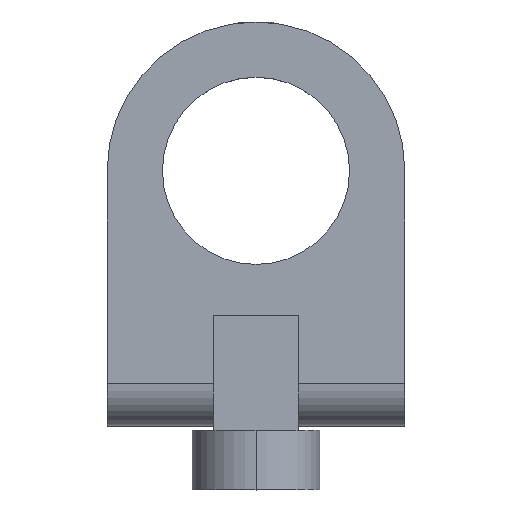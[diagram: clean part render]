
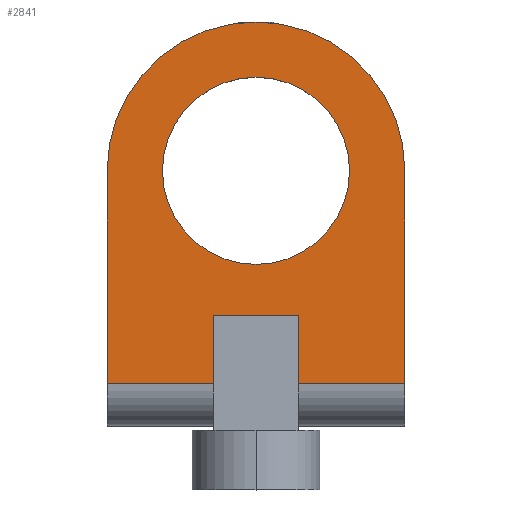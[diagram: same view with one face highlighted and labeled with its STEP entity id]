
A CAD part, top view. The second image highlights one B-rep face of the part: STEP entity #2841.
In plain terms, the highlighted planar face has unit normal (0, 0, 1).
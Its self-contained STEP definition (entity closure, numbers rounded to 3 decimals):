
#23 = CARTESIAN_POINT ( 'NONE',  ( 5., 20.5, 5. ) ) ;
#82 = EDGE_CURVE ( 'NONE', #108, #2785, #1102, .T. ) ;
#84 = DIRECTION ( 'NONE',  ( 0., 1., 0. ) ) ;
#108 = VERTEX_POINT ( 'NONE', #733 ) ;
#109 = CARTESIAN_POINT ( 'NONE',  ( 5., 12.5, 5. ) ) ;
#148 = EDGE_CURVE ( 'NONE', #438, #2520, #1007, .T. ) ;
#184 = DIRECTION ( 'NONE',  ( 1., 0., 0. ) ) ;
#188 = DIRECTION ( 'NONE',  ( 0., 0., -1. ) ) ;
#230 = EDGE_CURVE ( 'NONE', #3235, #3858, #431, .T. ) ;
#382 = LINE ( 'NONE', #2308, #3069 ) ;
#389 = ORIENTED_EDGE ( 'NONE', *, *, #230, .T. ) ;
#418 = LINE ( 'NONE', #2755, #3500 ) ;
#431 = LINE ( 'NONE', #1222, #1453 ) ;
#438 = VERTEX_POINT ( 'NONE', #2834 ) ;
#501 = VERTEX_POINT ( 'NONE', #2027 ) ;
#555 = EDGE_CURVE ( 'NONE', #2785, #501, #2498, .T. ) ;
#570 = EDGE_LOOP ( 'NONE', ( #3083, #2008 ) ) ;
#675 = ORIENTED_EDGE ( 'NONE', *, *, #2499, .F. ) ;
#733 = CARTESIAN_POINT ( 'NONE',  ( -17.5, 37.5, 5. ) ) ;
#837 = CARTESIAN_POINT ( 'NONE',  ( 17.5, 37.5, 5. ) ) ;
#877 = AXIS2_PLACEMENT_3D ( 'NONE', #1920, #3399, #2228 ) ;
#902 = CARTESIAN_POINT ( 'NONE',  ( -17.5, 12.5, 5. ) ) ;
#1007 = CIRCLE ( 'NONE', #3537, 11. ) ;
#1102 = CIRCLE ( 'NONE', #3384, 17.5 ) ;
#1111 = PLANE ( 'NONE',  #3517 ) ;
#1159 = DIRECTION ( 'NONE',  ( 0., -1., 0. ) ) ;
#1218 = EDGE_CURVE ( 'NONE', #1846, #2340, #418, .T. ) ;
#1222 = CARTESIAN_POINT ( 'NONE',  ( 0., 12.5, 5. ) ) ;
#1406 = CARTESIAN_POINT ( 'NONE',  ( 0., 37.5, 5. ) ) ;
#1453 = VECTOR ( 'NONE', #1507, 1000. ) ;
#1472 = CARTESIAN_POINT ( 'NONE',  ( -5., 12.5, 5. ) ) ;
#1507 = DIRECTION ( 'NONE',  ( 1., 0., 0. ) ) ;
#1683 = DIRECTION ( 'NONE',  ( 0., 1., 0. ) ) ;
#1711 = DIRECTION ( 'NONE',  ( 0., 0., -1. ) ) ;
#1846 = VERTEX_POINT ( 'NONE', #109 ) ;
#1913 = CARTESIAN_POINT ( 'NONE',  ( 0., 37.5, 5. ) ) ;
#1920 = CARTESIAN_POINT ( 'NONE',  ( 0., 37.5, 5. ) ) ;
#1953 = DIRECTION ( 'NONE',  ( -1., 0., 0. ) ) ;
#2005 = DIRECTION ( 'NONE',  ( -1., 0., 0. ) ) ;
#2008 = ORIENTED_EDGE ( 'NONE', *, *, #148, .T. ) ;
#2027 = CARTESIAN_POINT ( 'NONE',  ( 17.5, 12.5, 5. ) ) ;
#2042 = LINE ( 'NONE', #3059, #2812 ) ;
#2067 = EDGE_CURVE ( 'NONE', #2520, #438, #2859, .T. ) ;
#2147 = FACE_OUTER_BOUND ( 'NONE', #2982, .T. ) ;
#2228 = DIRECTION ( 'NONE',  ( -1., 0., 0. ) ) ;
#2244 = DIRECTION ( 'NONE',  ( 0., 0., -1. ) ) ;
#2308 = CARTESIAN_POINT ( 'NONE',  ( -17.5, 37.5, 5. ) ) ;
#2340 = VERTEX_POINT ( 'NONE', #23 ) ;
#2375 = ORIENTED_EDGE ( 'NONE', *, *, #555, .F. ) ;
#2403 = EDGE_CURVE ( 'NONE', #2340, #3788, #3549, .T. ) ;
#2446 = ORIENTED_EDGE ( 'NONE', *, *, #2770, .T. ) ;
#2498 = LINE ( 'NONE', #2618, #2593 ) ;
#2499 = EDGE_CURVE ( 'NONE', #3788, #3858, #2042, .T. ) ;
#2520 = VERTEX_POINT ( 'NONE', #3128 ) ;
#2549 = VECTOR ( 'NONE', #184, 1000. ) ;
#2593 = VECTOR ( 'NONE', #1159, 1000. ) ;
#2603 = LINE ( 'NONE', #3468, #2549 ) ;
#2618 = CARTESIAN_POINT ( 'NONE',  ( 17.5, 37.5, 5. ) ) ;
#2649 = ORIENTED_EDGE ( 'NONE', *, *, #82, .F. ) ;
#2705 = EDGE_CURVE ( 'NONE', #3235, #108, #382, .T. ) ;
#2719 = CARTESIAN_POINT ( 'NONE',  ( 5., 20.5, 5. ) ) ;
#2755 = CARTESIAN_POINT ( 'NONE',  ( 5., 7.5, 5. ) ) ;
#2758 = DIRECTION ( 'NONE',  ( 0., -1., 0. ) ) ;
#2770 = EDGE_CURVE ( 'NONE', #1846, #501, #2603, .T. ) ;
#2785 = VERTEX_POINT ( 'NONE', #837 ) ;
#2812 = VECTOR ( 'NONE', #2758, 1000. ) ;
#2834 = CARTESIAN_POINT ( 'NONE',  ( 11., 37.5, 5. ) ) ;
#2841 = ADVANCED_FACE ( 'NONE', ( #3410, #2147 ), #1111, .F. ) ;
#2845 = DIRECTION ( 'NONE',  ( -1., 0., 0. ) ) ;
#2859 = CIRCLE ( 'NONE', #877, 11. ) ;
#2982 = EDGE_LOOP ( 'NONE', ( #3610, #2446, #2375, #2649, #3084, #389, #675, #3774 ) ) ;
#3026 = DIRECTION ( 'NONE',  ( -1., 0., 0. ) ) ;
#3059 = CARTESIAN_POINT ( 'NONE',  ( -5., 7.5, 5. ) ) ;
#3069 = VECTOR ( 'NONE', #1683, 1000. ) ;
#3083 = ORIENTED_EDGE ( 'NONE', *, *, #2067, .T. ) ;
#3084 = ORIENTED_EDGE ( 'NONE', *, *, #2705, .F. ) ;
#3113 = VECTOR ( 'NONE', #3026, 1000. ) ;
#3128 = CARTESIAN_POINT ( 'NONE',  ( -11., 37.5, 5. ) ) ;
#3235 = VERTEX_POINT ( 'NONE', #902 ) ;
#3384 = AXIS2_PLACEMENT_3D ( 'NONE', #1913, #2244, #1953 ) ;
#3399 = DIRECTION ( 'NONE',  ( 0., 0., -1. ) ) ;
#3410 = FACE_BOUND ( 'NONE', #570, .T. ) ;
#3428 = CARTESIAN_POINT ( 'NONE',  ( -5., 20.5, 5. ) ) ;
#3468 = CARTESIAN_POINT ( 'NONE',  ( 0., 12.5, 5. ) ) ;
#3500 = VECTOR ( 'NONE', #84, 1000. ) ;
#3517 = AXIS2_PLACEMENT_3D ( 'NONE', #1406, #1711, #2005 ) ;
#3537 = AXIS2_PLACEMENT_3D ( 'NONE', #3777, #188, #2845 ) ;
#3549 = LINE ( 'NONE', #2719, #3113 ) ;
#3610 = ORIENTED_EDGE ( 'NONE', *, *, #1218, .F. ) ;
#3774 = ORIENTED_EDGE ( 'NONE', *, *, #2403, .F. ) ;
#3777 = CARTESIAN_POINT ( 'NONE',  ( 0., 37.5, 5. ) ) ;
#3788 = VERTEX_POINT ( 'NONE', #3428 ) ;
#3858 = VERTEX_POINT ( 'NONE', #1472 ) ;
